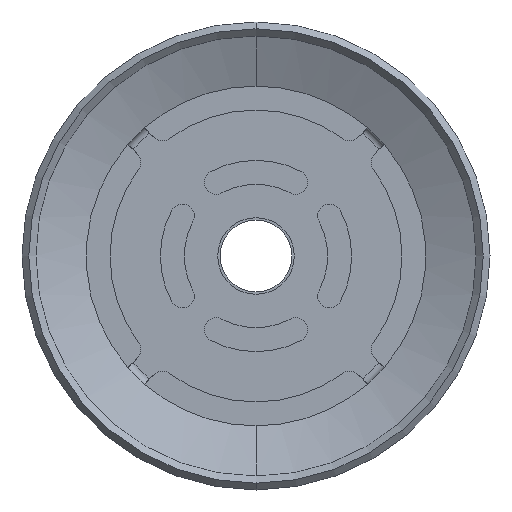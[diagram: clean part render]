
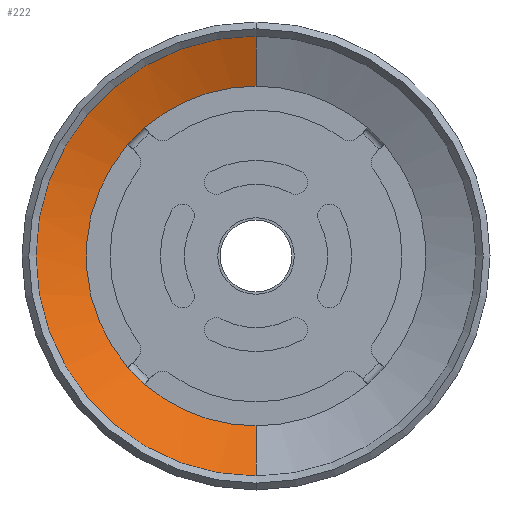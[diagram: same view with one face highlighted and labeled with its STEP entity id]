
A CAD part, front view. The second image highlights one B-rep face of the part: STEP entity #222.
In plain terms, the highlighted conical face has half-angle 66.801 degrees and reference radius 35.5 mm.
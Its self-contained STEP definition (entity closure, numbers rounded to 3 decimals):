
#222=ADVANCED_FACE('',(#562),#563,.F.);
#562=FACE_OUTER_BOUND('',#1022,.T.);
#563=CONICAL_SURFACE('',#1023,35.5,1.166);
#1022=EDGE_LOOP('',(#4336,#4337,#4338,#4339,#4340,#4341,#4342,#4343));
#1023=AXIS2_PLACEMENT_3D('',#4344,#4345,#4346);
#4336=ORIENTED_EDGE('',*,*,#5492,.T.);
#4337=ORIENTED_EDGE('',*,*,#5493,.T.);
#4338=ORIENTED_EDGE('',*,*,#5487,.F.);
#4339=ORIENTED_EDGE('',*,*,#5494,.F.);
#4340=ORIENTED_EDGE('',*,*,#5495,.T.);
#4341=ORIENTED_EDGE('',*,*,#5496,.T.);
#4342=ORIENTED_EDGE('',*,*,#5497,.T.);
#4343=ORIENTED_EDGE('',*,*,#5498,.T.);
#4344=CARTESIAN_POINT('',(0.0,-12.5,0.0));
#4345=DIRECTION('',(0.0,-1.0,-0.0));
#4346=DIRECTION('',(0.0,0.0,-1.0));
#5487=EDGE_CURVE('',#6126,#6127,#6128,.T.);
#5492=EDGE_CURVE('',#6133,#6134,#6135,.T.);
#5493=EDGE_CURVE('',#6134,#6127,#6136,.T.);
#5494=EDGE_CURVE('',#6137,#6126,#6138,.T.);
#5495=EDGE_CURVE('',#6137,#6139,#6140,.T.);
#5496=EDGE_CURVE('',#6139,#6141,#6142,.T.);
#5497=EDGE_CURVE('',#6141,#6143,#6144,.T.);
#5498=EDGE_CURVE('',#6143,#6133,#6145,.T.);
#6126=VERTEX_POINT('',#7274);
#6127=VERTEX_POINT('',#7275);
#6128=CIRCLE('',#7276,46.0);
#6133=VERTEX_POINT('',#7283);
#6134=VERTEX_POINT('',#7284);
#6135=CIRCLE('',#7285,35.5);
#6136=LINE('',#7286,#7287);
#6137=VERTEX_POINT('',#7288);
#6138=LINE('',#7289,#7290);
#6139=VERTEX_POINT('',#7291);
#6140=CIRCLE('',#7292,35.5);
#6141=VERTEX_POINT('',#7293);
#6142=CIRCLE('',#7294,35.5);
#6143=VERTEX_POINT('',#7295);
#6144=CIRCLE('',#7296,35.5);
#6145=CIRCLE('',#7297,35.5);
#7274=CARTESIAN_POINT('',(0.0,-17.0,-46.0));
#7275=CARTESIAN_POINT('',(0.,-17.0,46.0));
#7276=AXIS2_PLACEMENT_3D('',#8955,#8956,#8957);
#7283=CARTESIAN_POINT('',(-23.272,-12.5,26.808));
#7284=CARTESIAN_POINT('',(0.,-12.5,35.5));
#7285=AXIS2_PLACEMENT_3D('',#8963,#8964,#8965);
#7286=CARTESIAN_POINT('',(0.,-12.5,35.5));
#7287=VECTOR('',#8966,1000.0);
#7288=CARTESIAN_POINT('',(0.0,-12.5,-35.5));
#7289=CARTESIAN_POINT('',(0.0,-12.5,-35.5));
#7290=VECTOR('',#8967,1000.0);
#7291=CARTESIAN_POINT('',(-23.272,-12.5,-26.808));
#7292=AXIS2_PLACEMENT_3D('',#8968,#8969,#8970);
#7293=CARTESIAN_POINT('',(-26.808,-12.5,-23.272));
#7294=AXIS2_PLACEMENT_3D('',#8971,#8972,#8973);
#7295=CARTESIAN_POINT('',(-26.808,-12.5,23.272));
#7296=AXIS2_PLACEMENT_3D('',#8974,#8975,#8976);
#7297=AXIS2_PLACEMENT_3D('',#8977,#8978,#8979);
#8955=CARTESIAN_POINT('',(0.0,-17.0,0.0));
#8956=DIRECTION('',(0.0,1.0,0.0));
#8957=DIRECTION('',(0.0,0.0,1.0));
#8963=CARTESIAN_POINT('',(0.0,-12.5,0.0));
#8964=DIRECTION('',(0.0,1.0,0.0));
#8965=DIRECTION('',(0.0,0.0,1.0));
#8966=DIRECTION('',(0.,-0.394,0.919));
#8967=DIRECTION('',(0.0,-0.394,-0.919));
#8968=CARTESIAN_POINT('',(0.0,-12.5,0.0));
#8969=DIRECTION('',(0.0,1.0,0.0));
#8970=DIRECTION('',(0.0,0.0,1.0));
#8971=CARTESIAN_POINT('',(0.0,-12.5,0.0));
#8972=DIRECTION('',(0.0,1.0,0.0));
#8973=DIRECTION('',(0.0,0.0,1.0));
#8974=CARTESIAN_POINT('',(0.0,-12.5,0.0));
#8975=DIRECTION('',(0.0,1.0,0.0));
#8976=DIRECTION('',(0.0,0.0,1.0));
#8977=CARTESIAN_POINT('',(0.0,-12.5,0.0));
#8978=DIRECTION('',(0.0,1.0,0.0));
#8979=DIRECTION('',(0.0,0.0,1.0));
